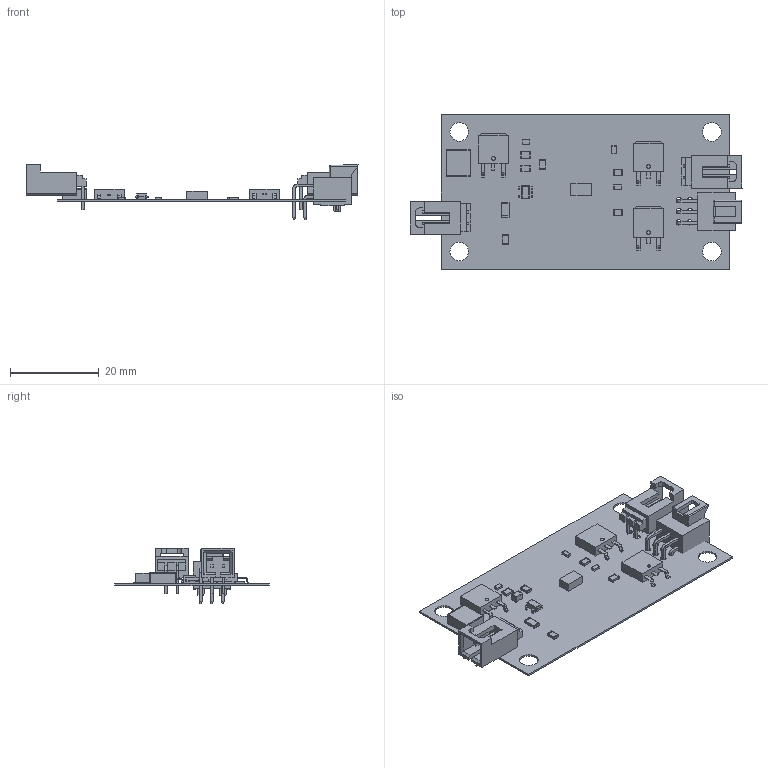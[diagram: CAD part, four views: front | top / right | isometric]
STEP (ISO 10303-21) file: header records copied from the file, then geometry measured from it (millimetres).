
FILE_DESCRIPTION(('Open CASCADE Model'),'2;1');
FILE_NAME('Open CASCADE Shape Model','2020-02-01T22:20:05',('Author'),( 'Open CASCADE'),'Open CASCADE STEP processor 6.8','Open CASCADE 6.8' ,'Unknown');
FILE_SCHEMA(('AUTOMOTIVE_DESIGN { 1 0 10303 214 1 1 1 1 }'));
Length unit declared in the file: millimetre
Products named in the file (1): PCB
Bounding box: 74.9 x 34.9 x 12.55 mm (x, y, z)
Volume: 2287.3 mm3; surface area: 7929.4 mm2
Topology: 68 solids, 71 shells, 1178 faces, 2744 edges, 1717 vertices
Faces by surface type: plane 961, cylinder 175, sphere 26, cone 8, bspline 8
Full cylindrical faces by diameter (mm): 0.831 x1, 0.844 x2, 1.2 x10, 1.7 x2, 4.2 x4
Entity records: 33716 total; most frequent: CARTESIAN_POINT 6432, ORIENTED_EDGE 5405, DIRECTION 5359, EDGE_CURVE 2704, LINE 2327, VECTOR 2327, VERTEX_POINT 1685, AXIS2_PLACEMENT_3D 1516
